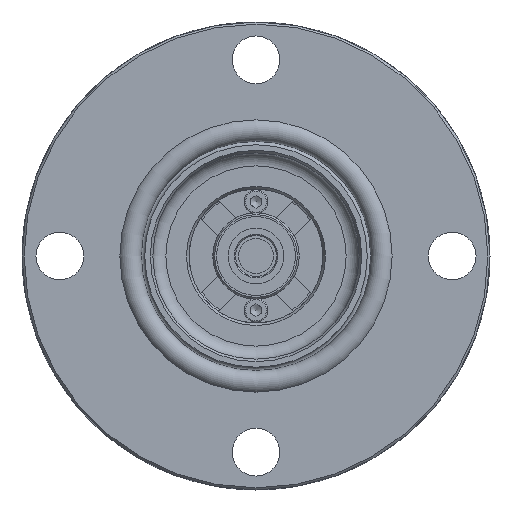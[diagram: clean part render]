
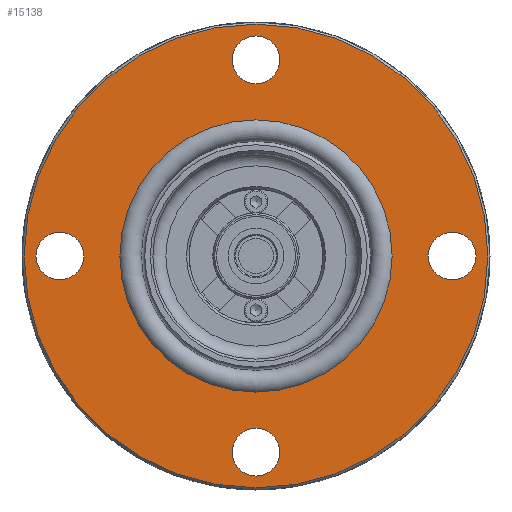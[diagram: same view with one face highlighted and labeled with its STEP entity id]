
A CAD part, left-side view. The second image highlights one B-rep face of the part: STEP entity #15138.
In plain terms, the highlighted planar face has unit normal (-1, 0, 0).
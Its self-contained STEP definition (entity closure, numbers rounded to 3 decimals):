
#699=FACE_BOUND('',#5308,.T.);
#700=FACE_BOUND('',#5309,.T.);
#701=FACE_BOUND('',#5310,.T.);
#702=FACE_BOUND('',#5311,.T.);
#703=FACE_BOUND('',#5312,.T.);
#3153=CIRCLE('',#16265,31.4);
#3154=CIRCLE('',#16266,31.4);
#3159=CIRCLE('',#16274,53.475);
#3169=CIRCLE('',#16286,5.5);
#3170=CIRCLE('',#16287,5.5);
#3171=CIRCLE('',#16288,5.5);
#3172=CIRCLE('',#16289,5.5);
#3597=PLANE('',#16285);
#4379=FACE_OUTER_BOUND('',#5307,.T.);
#5307=EDGE_LOOP('',(#13786));
#5308=EDGE_LOOP('',(#13787,#13788));
#5309=EDGE_LOOP('',(#13789));
#5310=EDGE_LOOP('',(#13790));
#5311=EDGE_LOOP('',(#13791));
#5312=EDGE_LOOP('',(#13792));
#7368=VERTEX_POINT('',#56975);
#7369=VERTEX_POINT('',#56976);
#7372=VERTEX_POINT('',#56989);
#7390=VERTEX_POINT('',#57029);
#7391=VERTEX_POINT('',#57031);
#7392=VERTEX_POINT('',#57033);
#7393=VERTEX_POINT('',#57035);
#9535=EDGE_CURVE('',#7368,#7369,#3153,.T.);
#9536=EDGE_CURVE('',#7369,#7368,#3154,.T.);
#9543=EDGE_CURVE('',#7372,#7372,#3159,.T.);
#9562=EDGE_CURVE('',#7390,#7390,#3169,.T.);
#9563=EDGE_CURVE('',#7391,#7391,#3170,.T.);
#9564=EDGE_CURVE('',#7392,#7392,#3171,.T.);
#9565=EDGE_CURVE('',#7393,#7393,#3172,.T.);
#13786=ORIENTED_EDGE('',*,*,#9543,.F.);
#13787=ORIENTED_EDGE('',*,*,#9535,.T.);
#13788=ORIENTED_EDGE('',*,*,#9536,.T.);
#13789=ORIENTED_EDGE('',*,*,#9562,.T.);
#13790=ORIENTED_EDGE('',*,*,#9563,.T.);
#13791=ORIENTED_EDGE('',*,*,#9564,.T.);
#13792=ORIENTED_EDGE('',*,*,#9565,.T.);
#15138=ADVANCED_FACE('',(#4379,#699,#700,#701,#702,#703),#3597,.T.);
#16265=AXIS2_PLACEMENT_3D('',#56977,#19325,#19326);
#16266=AXIS2_PLACEMENT_3D('',#56978,#19327,#19328);
#16274=AXIS2_PLACEMENT_3D('',#56991,#19345,#19346);
#16285=AXIS2_PLACEMENT_3D('',#57028,#19376,#19377);
#16286=AXIS2_PLACEMENT_3D('',#57030,#19378,#19379);
#16287=AXIS2_PLACEMENT_3D('',#57032,#19380,#19381);
#16288=AXIS2_PLACEMENT_3D('',#57034,#19382,#19383);
#16289=AXIS2_PLACEMENT_3D('',#57036,#19384,#19385);
#19325=DIRECTION('center_axis',(1.,0.,0.));
#19326=DIRECTION('ref_axis',(0.,0.,1.));
#19327=DIRECTION('center_axis',(1.,0.,0.));
#19328=DIRECTION('ref_axis',(0.,0.,1.));
#19345=DIRECTION('center_axis',(1.,0.,0.));
#19346=DIRECTION('ref_axis',(0.,-1.,0.));
#19376=DIRECTION('center_axis',(-1.,0.,0.));
#19377=DIRECTION('ref_axis',(0.,0.,1.));
#19378=DIRECTION('center_axis',(1.,0.,0.));
#19379=DIRECTION('ref_axis',(0.,1.,0.));
#19380=DIRECTION('center_axis',(1.,0.,0.));
#19381=DIRECTION('ref_axis',(0.,0.,1.));
#19382=DIRECTION('center_axis',(1.,0.,0.));
#19383=DIRECTION('ref_axis',(0.,-1.,0.));
#19384=DIRECTION('center_axis',(1.,0.,0.));
#19385=DIRECTION('ref_axis',(0.,0.,-1.));
#56975=CARTESIAN_POINT('',(0.,0.,31.4));
#56976=CARTESIAN_POINT('',(0.,0.,-31.4));
#56977=CARTESIAN_POINT('Origin',(0.,0.,0.));
#56978=CARTESIAN_POINT('Origin',(0.,0.,0.));
#56989=CARTESIAN_POINT('',(0.,53.475,0.));
#56991=CARTESIAN_POINT('Origin',(0.,0.,0.));
#57028=CARTESIAN_POINT('Origin',(0.,26.988,0.));
#57029=CARTESIAN_POINT('',(0.,-5.5,45.25));
#57030=CARTESIAN_POINT('Origin',(0.,0.,45.25));
#57031=CARTESIAN_POINT('',(0.,-45.25,-5.5));
#57032=CARTESIAN_POINT('Origin',(0.,-45.25,0.));
#57033=CARTESIAN_POINT('',(0.,5.5,-45.25));
#57034=CARTESIAN_POINT('Origin',(0.,0.,-45.25));
#57035=CARTESIAN_POINT('',(0.,45.25,5.5));
#57036=CARTESIAN_POINT('Origin',(0.,45.25,0.));
